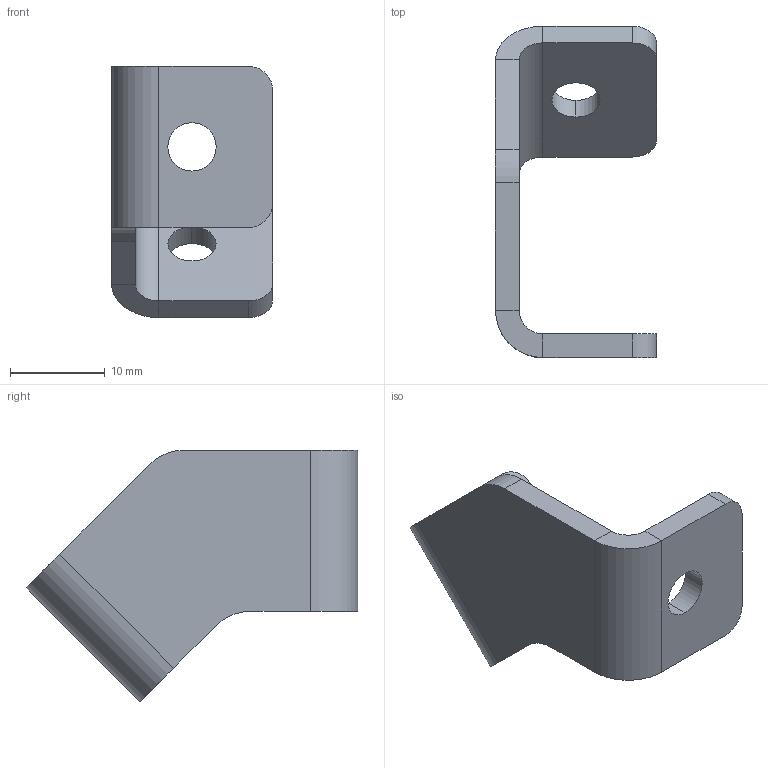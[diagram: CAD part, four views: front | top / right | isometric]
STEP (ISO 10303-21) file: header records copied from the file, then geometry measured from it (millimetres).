
FILE_DESCRIPTION (( 'STEP AP214' ), '1' );
FILE_NAME ('A434 SNSS.20.011 Óãëîâîé ñîåäèíèòåëü ñòàëüíîé 20õ20õ22, ïàç 6.STEP', '2020-10-28T11:16:03', ( 'Ïîëüçîâàòåëü Windows' ), ( '' ), 'SwSTEP 2.0', 'SolidWorks 2020', '' );
FILE_SCHEMA (( 'AUTOMOTIVE_DESIGN' ));
Length unit declared in the file: millimetre
Products named in the file (1): A434 SNSS.20.011 Óãëîâîé ñîåäèíèòåëü ñòàëüíîé 20õ20õ22, ïàç 6
Bounding box: 17 x 35 x 26.52 mm (x, y, z)
Volume: 2423.4 mm3; surface area: 2390.7 mm2
Topology: 1 solids, 1 shells, 34 faces, 80 edges, 48 vertices
Faces by surface type: plane 20, cylinder 14
Entity records: 1006 total; most frequent: DIRECTION 178, CARTESIAN_POINT 163, ORIENTED_EDGE 160, EDGE_CURVE 80, AXIS2_PLACEMENT_3D 63, VECTOR 52, LINE 52, VERTEX_POINT 48
